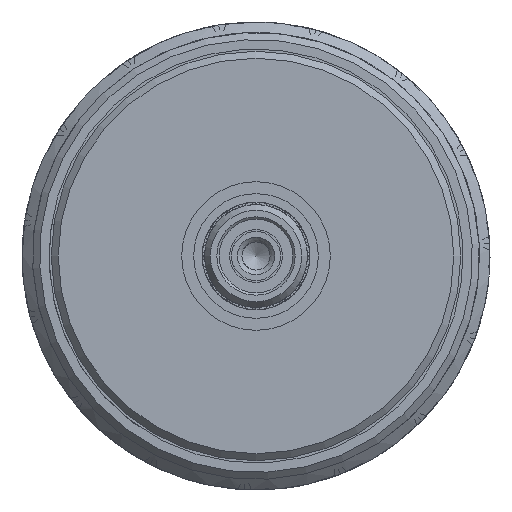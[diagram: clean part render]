
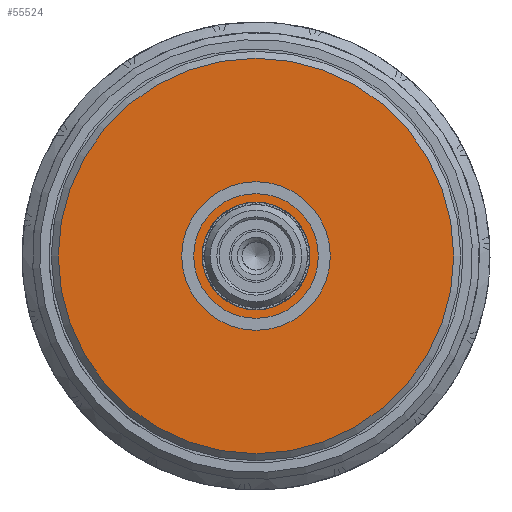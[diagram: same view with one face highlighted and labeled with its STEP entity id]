
A CAD part, front view. The second image highlights one B-rep face of the part: STEP entity #55524.
In plain terms, the highlighted planar face has unit normal (0, -1, 0).
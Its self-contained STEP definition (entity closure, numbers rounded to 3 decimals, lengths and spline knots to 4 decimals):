
#7229=PLANE('',#57033);
#15557=ORIENTED_EDGE('',*,*,#22897,.F.);
#15558=ORIENTED_EDGE('',*,*,#22898,.T.);
#22897=EDGE_CURVE('',#26592,#26592,#27619,.T.);
#22898=EDGE_CURVE('',#26593,#26593,#27620,.T.);
#26592=VERTEX_POINT('',#121026);
#26593=VERTEX_POINT('',#121029);
#27619=CIRCLE('',#57032,2.2);
#27620=CIRCLE('',#57034,8.45);
#29734=EDGE_LOOP('',(#15557));
#29735=EDGE_LOOP('',(#15558));
#32602=FACE_BOUND('',#29734,.T.);
#32603=FACE_BOUND('',#29735,.T.);
#55524=ADVANCED_FACE('',(#32602,#32603),#7229,.T.);
#57032=AXIS2_PLACEMENT_3D('',#121025,#58812,#58813);
#57033=AXIS2_PLACEMENT_3D('',#121027,#58814,#58815);
#57034=AXIS2_PLACEMENT_3D('',#121028,#58816,#58817);
#58812=DIRECTION('',(0.,-1.,0.));
#58813=DIRECTION('',(0.,0.,-1.));
#58814=DIRECTION('',(0.,-1.,0.));
#58815=DIRECTION('',(-1.,0.,0.));
#58816=DIRECTION('',(0.,-1.,0.));
#58817=DIRECTION('',(-1.,0.,0.));
#121025=CARTESIAN_POINT('',(0.,0.,0.));
#121026=CARTESIAN_POINT('',(0.,0.,-2.2));
#121027=CARTESIAN_POINT('',(0.,0.,0.));
#121028=CARTESIAN_POINT('',(0.,0.,0.));
#121029=CARTESIAN_POINT('',(-8.45,0.,0.));
